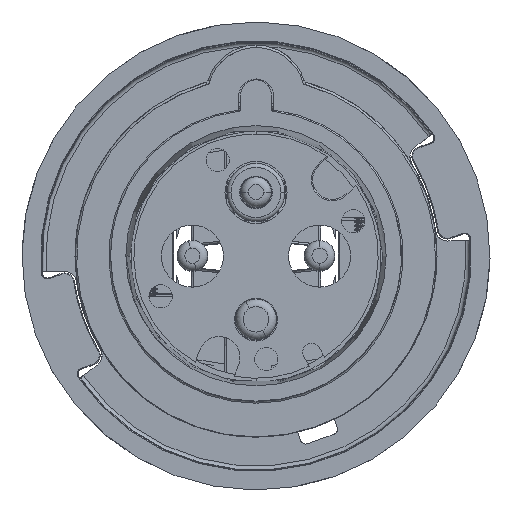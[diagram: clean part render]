
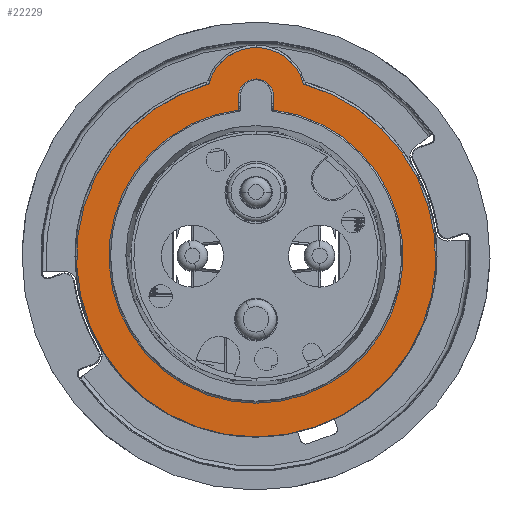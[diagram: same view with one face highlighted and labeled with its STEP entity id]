
A CAD part, top view. The second image highlights one B-rep face of the part: STEP entity #22229.
In plain terms, the highlighted planar face has unit normal (0, 0, 1).
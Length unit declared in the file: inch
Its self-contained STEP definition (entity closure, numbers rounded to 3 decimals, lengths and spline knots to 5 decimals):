
#2308 = EDGE_CURVE ( 'NONE', #3994, #19441, #64917, .T. ) ;
#3994 = VERTEX_POINT ( 'NONE', #103674 ) ;
#4227 = CIRCLE ( 'NONE', #80052, 1.138 ) ;
#5030 = ORIENTED_EDGE ( 'NONE', *, *, #66489, .T. ) ;
#5376 = VECTOR ( 'NONE', #62404, 39.37008 ) ;
#6844 = AXIS2_PLACEMENT_3D ( 'NONE', #116719, #14779, #70689 ) ;
#8112 = EDGE_LOOP ( 'NONE', ( #109968, #38358, #50851 ) ) ;
#10750 = DIRECTION ( 'NONE',  ( 0., 0., -1. ) ) ;
#11793 = DIRECTION ( 'NONE',  ( 0., 0., -1. ) ) ;
#14779 = DIRECTION ( 'NONE',  ( 0., 0., -1. ) ) ;
#15290 = EDGE_CURVE ( 'NONE', #49932, #115037, #4227, .T. ) ;
#15818 = VERTEX_POINT ( 'NONE', #24572 ) ;
#19441 = VERTEX_POINT ( 'NONE', #30444 ) ;
#21589 = AXIS2_PLACEMENT_3D ( 'NONE', #80208, #89435, #34605 ) ;
#22229 = ADVANCED_FACE ( 'NONE', ( #81684, #73076 ), #23601, .F. ) ;
#23601 = PLANE ( 'NONE',  #6844 ) ;
#24515 = AXIS2_PLACEMENT_3D ( 'NONE', #101903, #10750, #28728 ) ;
#24572 = CARTESIAN_POINT ( 'NONE',  ( -0.13652, 1.23238, -1.67289 ) ) ;
#28278 = VERTEX_POINT ( 'NONE', #70756 ) ;
#28728 = DIRECTION ( 'NONE',  ( 0., 1., 0. ) ) ;
#30444 = CARTESIAN_POINT ( 'NONE',  ( -0.36623, 1.33008, -1.67289 ) ) ;
#30445 = DIRECTION ( 'NONE',  ( 0., 0., -1. ) ) ;
#34605 = DIRECTION ( 'NONE',  ( 0., 1., 0. ) ) ;
#38358 = ORIENTED_EDGE ( 'NONE', *, *, #41888, .F. ) ;
#39660 = DIRECTION ( 'NONE',  ( 0., 1., 0. ) ) ;
#41888 = EDGE_CURVE ( 'NONE', #19441, #64071, #91008, .T. ) ;
#42688 = EDGE_CURVE ( 'NONE', #64071, #3994, #50610, .T. ) ;
#44553 = CARTESIAN_POINT ( 'NONE',  ( -0.13652, 0.10638, -1.67289 ) ) ;
#44846 = CARTESIAN_POINT ( 'NONE',  ( 0.13885, 0.10638, -1.67289 ) ) ;
#47801 = CARTESIAN_POINT ( 'NONE',  ( 0.00116, 1.23238, -1.67289 ) ) ;
#48736 = CARTESIAN_POINT ( 'NONE',  ( -0.13652, 1.12978, -1.67289 ) ) ;
#49932 = VERTEX_POINT ( 'NONE', #82887 ) ;
#50610 = CIRCLE ( 'NONE', #24515, 1.38916 ) ;
#50851 = ORIENTED_EDGE ( 'NONE', *, *, #2308, .F. ) ;
#51724 = AXIS2_PLACEMENT_3D ( 'NONE', #47801, #11793, #103737 ) ;
#53878 = AXIS2_PLACEMENT_3D ( 'NONE', #93274, #30445, #39660 ) ;
#55820 = DIRECTION ( 'NONE',  ( 0., 0., -1. ) ) ;
#61665 = CARTESIAN_POINT ( 'NONE',  ( 0.13885, 1.23238, -1.67289 ) ) ;
#62404 = DIRECTION ( 'NONE',  ( 0., -1., 0. ) ) ;
#64052 = LINE ( 'NONE', #44846, #5376 ) ;
#64071 = VERTEX_POINT ( 'NONE', #110041 ) ;
#64917 = CIRCLE ( 'NONE', #21589, 1.38916 ) ;
#66489 = EDGE_CURVE ( 'NONE', #15818, #66857, #103313, .T. ) ;
#66857 = VERTEX_POINT ( 'NONE', #61665 ) ;
#67491 = ORIENTED_EDGE ( 'NONE', *, *, #98981, .T. ) ;
#70689 = DIRECTION ( 'NONE',  ( 0., 1., 0. ) ) ;
#70756 = CARTESIAN_POINT ( 'NONE',  ( 0.13885, 1.1295, -1.67289 ) ) ;
#72695 = AXIS2_PLACEMENT_3D ( 'NONE', #101016, #55820, #83387 ) ;
#73076 = FACE_OUTER_BOUND ( 'NONE', #8112, .T. ) ;
#74592 = ORIENTED_EDGE ( 'NONE', *, *, #100457, .T. ) ;
#78280 = DIRECTION ( 'NONE',  ( 0., 1., 0. ) ) ;
#80052 = AXIS2_PLACEMENT_3D ( 'NONE', #104705, #114332, #78280 ) ;
#80208 = CARTESIAN_POINT ( 'NONE',  ( 0.00116, -0.00962, -1.67289 ) ) ;
#81305 = DIRECTION ( 'NONE',  ( 0., 1., 0. ) ) ;
#81684 = FACE_BOUND ( 'NONE', #89448, .T. ) ;
#82887 = CARTESIAN_POINT ( 'NONE',  ( 0., -1.138, -1.67289 ) ) ;
#83387 = DIRECTION ( 'NONE',  ( 0., 1., 0. ) ) ;
#89435 = DIRECTION ( 'NONE',  ( 0., 0., -1. ) ) ;
#89448 = EDGE_LOOP ( 'NONE', ( #5030, #98682, #67491, #97561, #74592 ) ) ;
#91008 = CIRCLE ( 'NONE', #72695, 0.38016 ) ;
#93065 = CIRCLE ( 'NONE', #53878, 1.138 ) ;
#93274 = CARTESIAN_POINT ( 'NONE',  ( 0., 0., -1.67289 ) ) ;
#97561 = ORIENTED_EDGE ( 'NONE', *, *, #15290, .T. ) ;
#98682 = ORIENTED_EDGE ( 'NONE', *, *, #116890, .T. ) ;
#98981 = EDGE_CURVE ( 'NONE', #28278, #49932, #93065, .T. ) ;
#100457 = EDGE_CURVE ( 'NONE', #115037, #15818, #107600, .T. ) ;
#101016 = CARTESIAN_POINT ( 'NONE',  ( 0.00116, 1.23238, -1.67289 ) ) ;
#101903 = CARTESIAN_POINT ( 'NONE',  ( 0.00116, -0.00962, -1.67289 ) ) ;
#103313 = CIRCLE ( 'NONE', #51724, 0.13769 ) ;
#103674 = CARTESIAN_POINT ( 'NONE',  ( 0.00116, -1.39877, -1.67289 ) ) ;
#103737 = DIRECTION ( 'NONE',  ( 0., 1., 0. ) ) ;
#104705 = CARTESIAN_POINT ( 'NONE',  ( 0., 0., -1.67289 ) ) ;
#107600 = LINE ( 'NONE', #44553, #108968 ) ;
#108968 = VECTOR ( 'NONE', #81305, 39.37008 ) ;
#109968 = ORIENTED_EDGE ( 'NONE', *, *, #42688, .F. ) ;
#110041 = CARTESIAN_POINT ( 'NONE',  ( 0.36855, 1.33008, -1.67289 ) ) ;
#114332 = DIRECTION ( 'NONE',  ( 0., 0., -1. ) ) ;
#115037 = VERTEX_POINT ( 'NONE', #48736 ) ;
#116719 = CARTESIAN_POINT ( 'NONE',  ( 0.00116, 0.10638, -1.67289 ) ) ;
#116890 = EDGE_CURVE ( 'NONE', #66857, #28278, #64052, .T. ) ;
